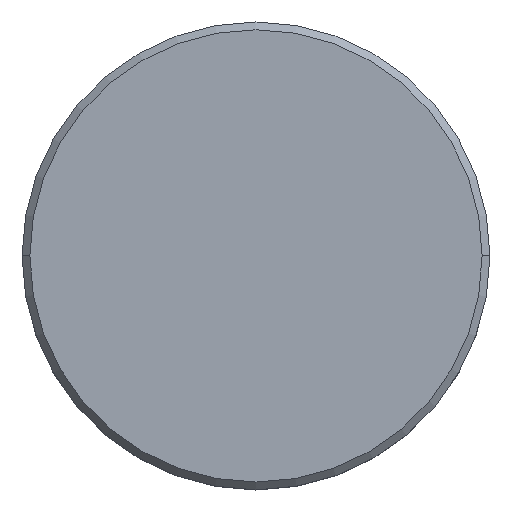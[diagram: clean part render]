
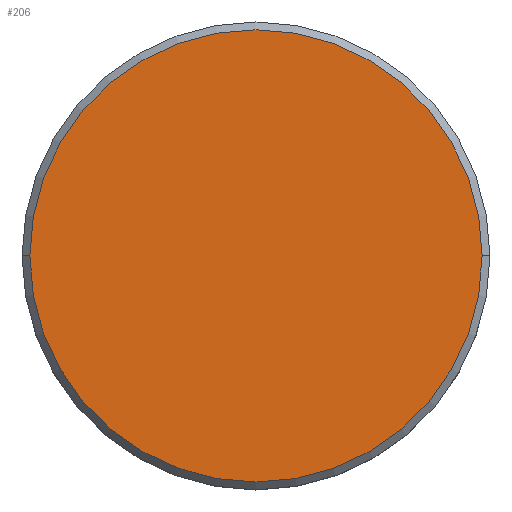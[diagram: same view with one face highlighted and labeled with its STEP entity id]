
A CAD part, top view. The second image highlights one B-rep face of the part: STEP entity #206.
In plain terms, the highlighted planar face has unit normal (0, 0, 1).
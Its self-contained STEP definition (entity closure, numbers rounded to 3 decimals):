
#38 = CARTESIAN_POINT ( 'NONE',  ( 0., 0., 0. ) ) ;
#65 = FACE_OUTER_BOUND ( 'NONE', #413, .T. ) ;
#118 = ORIENTED_EDGE ( 'NONE', *, *, #325, .T. ) ;
#165 = ORIENTED_EDGE ( 'NONE', *, *, #644, .T. ) ;
#199 = DIRECTION ( 'NONE',  ( 1., 0., 0. ) ) ;
#206 = ADVANCED_FACE ( 'NONE', ( #65 ), #366, .T. ) ;
#312 = CARTESIAN_POINT ( 'NONE',  ( -14.5, 0., 0. ) ) ;
#315 = AXIS2_PLACEMENT_3D ( 'NONE', #38, #542, #547 ) ;
#324 = VERTEX_POINT ( 'NONE', #312 ) ;
#325 = EDGE_CURVE ( 'NONE', #740, #324, #908, .T. ) ;
#366 = PLANE ( 'NONE',  #862 ) ;
#413 = EDGE_LOOP ( 'NONE', ( #165, #118 ) ) ;
#542 = DIRECTION ( 'NONE',  ( 0., 0., 1. ) ) ;
#547 = DIRECTION ( 'NONE',  ( 1., 0., 0. ) ) ;
#644 = EDGE_CURVE ( 'NONE', #324, #740, #779, .T. ) ;
#668 = AXIS2_PLACEMENT_3D ( 'NONE', #716, #879, #885 ) ;
#684 = CARTESIAN_POINT ( 'NONE',  ( 0., 0., 0. ) ) ;
#716 = CARTESIAN_POINT ( 'NONE',  ( 0., 0., 0. ) ) ;
#720 = CARTESIAN_POINT ( 'NONE',  ( 14.5, 0., 0. ) ) ;
#740 = VERTEX_POINT ( 'NONE', #720 ) ;
#779 = CIRCLE ( 'NONE', #315, 14.5 ) ;
#862 = AXIS2_PLACEMENT_3D ( 'NONE', #684, #927, #199 ) ;
#879 = DIRECTION ( 'NONE',  ( 0., 0., 1. ) ) ;
#885 = DIRECTION ( 'NONE',  ( 1., 0., 0. ) ) ;
#908 = CIRCLE ( 'NONE', #668, 14.5 ) ;
#927 = DIRECTION ( 'NONE',  ( 0., 0., 1. ) ) ;
